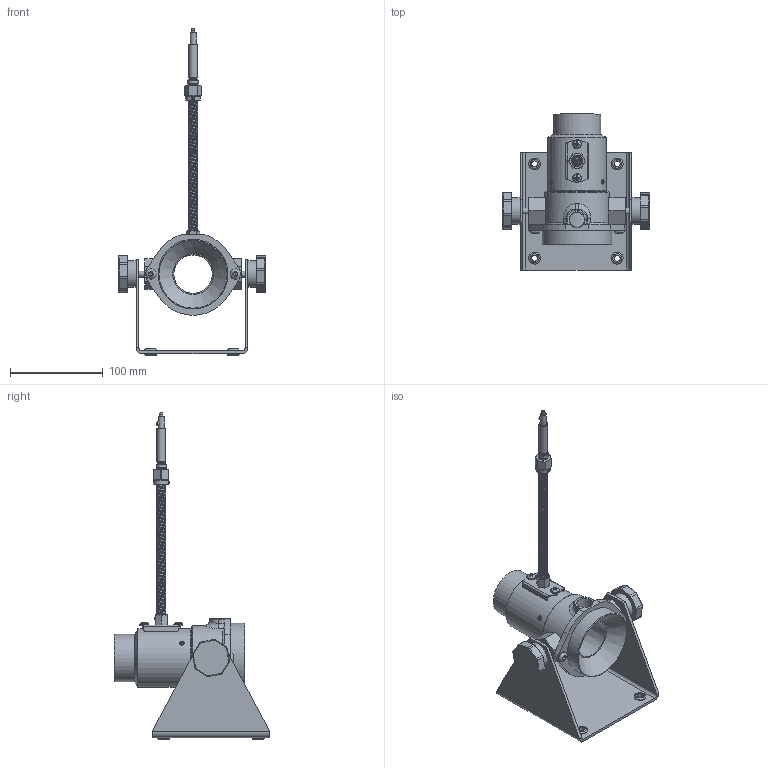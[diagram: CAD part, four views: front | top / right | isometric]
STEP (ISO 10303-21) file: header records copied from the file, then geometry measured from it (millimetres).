
FILE_DESCRIPTION(/* description */ ('EMITTER POINT'),/* implementation_level */ '2;1');
FILE_NAME(/* name */ '8192.stp',/* time_stamp */ '2016-02-10T15:46:57-05:00',/* author */ ('dave woerner'),/* organization */ (''),/* preprocessor_version */ 'ST-DEVELOPER v15.2',/* originating_system */ 'Autodesk Inventor 2014',/* authorisation */ '');
FILE_SCHEMA (('AUTOMOTIVE_DESIGN { 1 0 10303 214 3 1 1 }'));
Length unit declared in the file: inch
Products named in the file (36): 901188; 901537; 901559; 901437; 901505; 901626; 901620; 901467; 901466; 901468; 901592; 901565; 901515; 901587; 901623; 901622; 901593; 901598; 901600; 901619; Unbrako - No. 4 x 0.19 - 40(7); Unbrako - No. 6 x 0.19 - 32(7); Unbrako - No. 8 x 0.19 - 32(7); 901581; ANSI B18.6.3 - 10-24 UNC - 0.375(5); 7563; 7561; 7564; 7657; 120022-3D1; 120022-3D2; 120022-3D; ANSI B18.3 - 1_4-20 UNC - UNC - 0.5(1); Unbrako - No.  10 x 0.32 - 24(9); Unbrako - No. 10 x 0.32 - 24(7); 8192
Bounding box: 158.5 x 167.87 x 352.2 mm (x, y, z)
Volume: 390319.1 mm3; surface area: 205671.8 mm2
Topology: 41 solids, 41 shells, 720 faces, 1601 edges, 984 vertices
Faces by surface type: plane 329, cylinder 198, cone 123, torus 53, bspline 15, sphere 2
Full cylindrical faces by diameter (mm): 0.533 x6, 1.118 x1, 1.524 x2, 2.07 x1, 2.261 x3, 2.54 x1, 2.794 x1, 2.845 x2, 3.2 x1, 3.264 x1, 3.485 x1, 3.505 x1, 3.797 x5, 4.166 x1, 4.762 x2, 4.801 x1, 4.826 x5, 4.978 x1, 5.055 x1, 5.08 x1, 5.105 x2, 5.159 x2, 5.182 x1, 5.41 x2, 6.35 x13, 6.667 x1, 6.747 x2, 6.858 x2, 7.112 x1, 7.57 x1
Entity records: 32116 total; most frequent: CARTESIAN_POINT 20006, DIRECTION 2546, ORIENTED_EDGE 1970, AXIS2_PLACEMENT_3D 1092, EDGE_CURVE 985, EDGE_LOOP 852, VERTEX_POINT 709, ADVANCED_FACE 557
